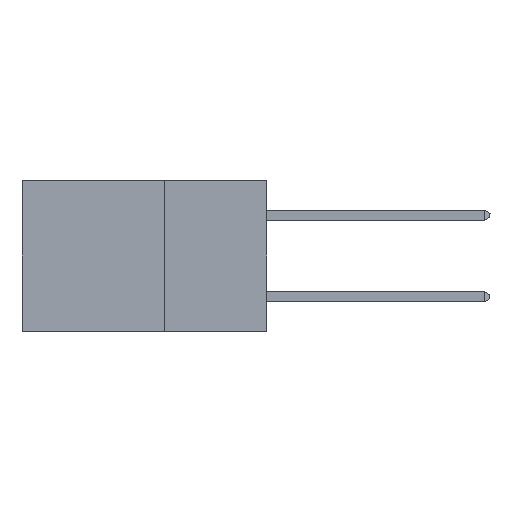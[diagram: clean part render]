
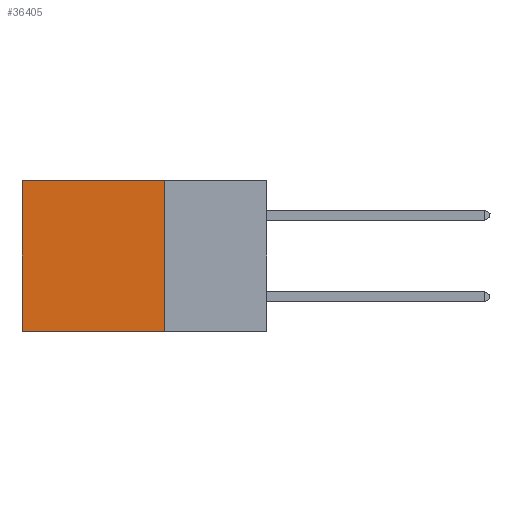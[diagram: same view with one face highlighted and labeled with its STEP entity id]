
A CAD part, left-side view. The second image highlights one B-rep face of the part: STEP entity #36405.
In plain terms, the highlighted planar face has unit normal (-1, 0, 0).
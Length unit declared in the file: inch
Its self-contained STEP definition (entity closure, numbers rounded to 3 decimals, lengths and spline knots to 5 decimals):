
#1216 = DIRECTION ( 'NONE',  ( 0., 0., -1. ) ) ;
#2071 = EDGE_CURVE ( 'NONE', #18044, #23455, #29233, .T. ) ;
#2854 = DIRECTION ( 'NONE',  ( 0., 1., 0. ) ) ;
#3290 = LINE ( 'NONE', #9251, #9734 ) ;
#3408 = LINE ( 'NONE', #13718, #15373 ) ;
#6401 = PLANE ( 'NONE',  #25925 ) ;
#6921 = CARTESIAN_POINT ( 'NONE',  ( 0.2875, 0.25, 0. ) ) ;
#7242 = CARTESIAN_POINT ( 'NONE',  ( 0.2875, 0.25, 0. ) ) ;
#9251 = CARTESIAN_POINT ( 'NONE',  ( 0.2875, 0.25, -0.37 ) ) ;
#9734 = VECTOR ( 'NONE', #2854, 39.37008 ) ;
#11347 = LINE ( 'NONE', #40314, #31395 ) ;
#11703 = ORIENTED_EDGE ( 'NONE', *, *, #15987, .F. ) ;
#11789 = DIRECTION ( 'NONE',  ( 0., 0., -1. ) ) ;
#11827 = VERTEX_POINT ( 'NONE', #35767 ) ;
#13718 = CARTESIAN_POINT ( 'NONE',  ( 0.2875, 0.25, 0. ) ) ;
#15373 = VECTOR ( 'NONE', #1216, 39.37008 ) ;
#15386 = EDGE_LOOP ( 'NONE', ( #34365, #28598, #11703, #30047 ) ) ;
#15987 = EDGE_CURVE ( 'NONE', #26276, #11827, #3408, .T. ) ;
#18044 = VERTEX_POINT ( 'NONE', #25278 ) ;
#18209 = CARTESIAN_POINT ( 'NONE',  ( 0.2875, 0.6, -0.37 ) ) ;
#19224 = DIRECTION ( 'NONE',  ( 0., 0., -1. ) ) ;
#22393 = FACE_OUTER_BOUND ( 'NONE', #15386, .T. ) ;
#23455 = VERTEX_POINT ( 'NONE', #18209 ) ;
#25278 = CARTESIAN_POINT ( 'NONE',  ( 0.2875, 0.6, 0. ) ) ;
#25925 = AXIS2_PLACEMENT_3D ( 'NONE', #6921, #29266, #19224 ) ;
#26276 = VERTEX_POINT ( 'NONE', #7242 ) ;
#27963 = EDGE_CURVE ( 'NONE', #11827, #23455, #3290, .T. ) ;
#28598 = ORIENTED_EDGE ( 'NONE', *, *, #27963, .F. ) ;
#29233 = LINE ( 'NONE', #39513, #32242 ) ;
#29266 = DIRECTION ( 'NONE',  ( 1., 0., 0. ) ) ;
#30047 = ORIENTED_EDGE ( 'NONE', *, *, #37439, .T. ) ;
#31395 = VECTOR ( 'NONE', #39887, 39.37008 ) ;
#32242 = VECTOR ( 'NONE', #11789, 39.37008 ) ;
#34365 = ORIENTED_EDGE ( 'NONE', *, *, #2071, .T. ) ;
#35767 = CARTESIAN_POINT ( 'NONE',  ( 0.2875, 0.25, -0.37 ) ) ;
#36405 = ADVANCED_FACE ( 'NONE', ( #22393 ), #6401, .F. ) ;
#37439 = EDGE_CURVE ( 'NONE', #26276, #18044, #11347, .T. ) ;
#39513 = CARTESIAN_POINT ( 'NONE',  ( 0.2875, 0.6, 0. ) ) ;
#39887 = DIRECTION ( 'NONE',  ( 0., 1., 0. ) ) ;
#40314 = CARTESIAN_POINT ( 'NONE',  ( 0.2875, 0.25, 0. ) ) ;
